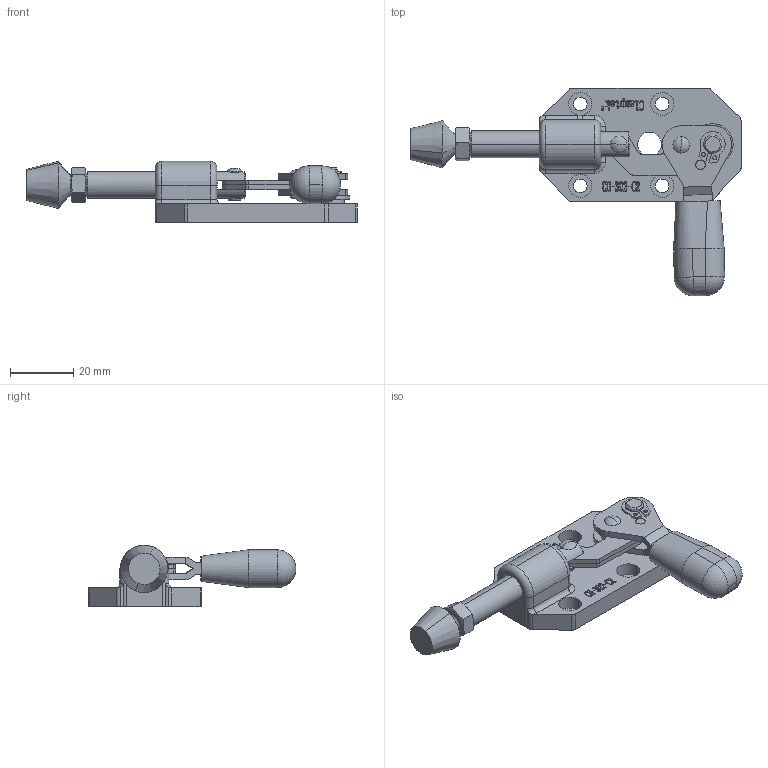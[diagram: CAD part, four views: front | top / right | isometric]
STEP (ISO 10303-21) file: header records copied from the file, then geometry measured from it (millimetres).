
FILE_DESCRIPTION (( 'STEP AP203' ), '1' );
FILE_NAME ('CH-302-CR.STEP', '2021-10-30T07:56:14', ( 'User' ), ( 'china' ), 'SwSTEP 2.0', 'SolidWorks 2018', '' );
FILE_SCHEMA (( 'CONFIG_CONTROL_DESIGN' ));
Length unit declared in the file: millimetre
Products named in the file (29): 蟀裝; 階粣; 3X9.5; FC064410; 傻种; 菁釱; 忒梟; M6蹟譫; CH-302-CR-07蝶杶; 3X10.5; 轴6挡圈; 翐种; 64-13-1す菜; CH-302-CR
Assembly tree (15 placements, depth 2):
  蟀裝
  階粣
  蟀裝
  FC064410
  M6蹟譫
Bounding box: 104.7 x 65.92 x 19.5 mm (x, y, z)
Volume: 25437.6 mm3; surface area: 17914.4 mm2
Topology: 14 solids, 14 shells, 950 faces, 2492 edges, 1634 vertices
Faces by surface type: plane 483, cylinder 238, bspline 172, cone 32, torus 23, sphere 2
Entity records: 45541 total; most frequent: CARTESIAN_POINT 21049, ORIENTED_EDGE 4852, DIRECTION 3982, EDGE_CURVE 2426, VERTEX_POINT 1596, LINE 1438, VECTOR 1438, AXIS2_PLACEMENT_3D 1272
